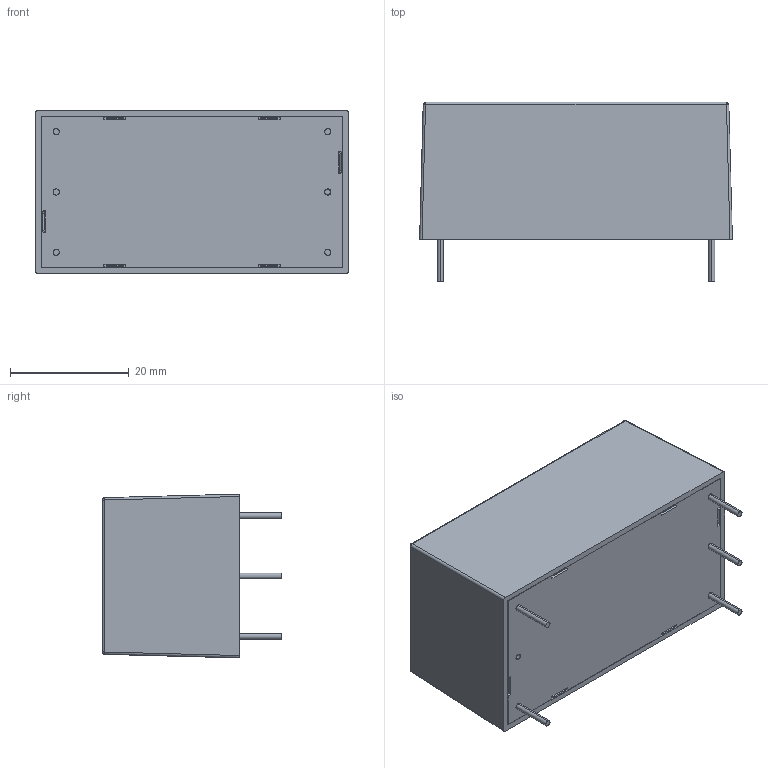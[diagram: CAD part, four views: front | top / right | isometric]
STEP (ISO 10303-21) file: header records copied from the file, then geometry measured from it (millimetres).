
FILE_DESCRIPTION(('FreeCAD Model'),'2;1');
FILE_NAME('RAC10-DK_277_3D_20190723.step','2019-07-23T14:22:05',('Author'), (''),'Open CASCADE STEP processor 7.3','FreeCAD','Unknown');
FILE_SCHEMA(('AUTOMOTIVE_DESIGN { 1 0 10303 214 1 1 1 1 }'));
Length unit declared in the file: millimetre
Products named in the file (8): RAC10-DK_277_case; RAC10-DK_277_baseplate; RAC10-DK_277_PCB; RAC10-DK_277_pin2(VAC_in_L); RAC10-DK_277_pin1(VAC_in_N); RAC10-DK_277_pin3(-Vout); RAC10-DK_277_pin4(Com); RAC10-DK_277_pin5(+Vout)
Bounding box: 52.7 x 30.23 x 27.6 mm (x, y, z)
Volume: 11019.1 mm3; surface area: 16364 mm2
Topology: 8 solids, 8 shells, 302 faces, 791 edges, 516 vertices
Faces by surface type: plane 193, cylinder 69, bspline 28, cone 12
Entity records: 16365 total; most frequent: CARTESIAN_POINT 9052, ORIENTED_EDGE 1566, DIRECTION 1337, EDGE_CURVE 783, LINE 539, VECTOR 539, VERTEX_POINT 516, AXIS2_PLACEMENT_3D 399
